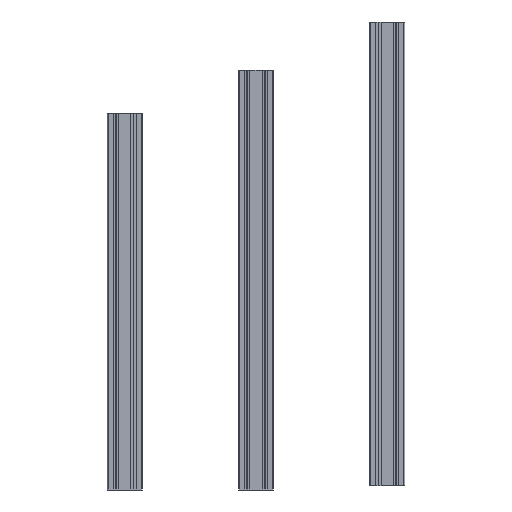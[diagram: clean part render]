
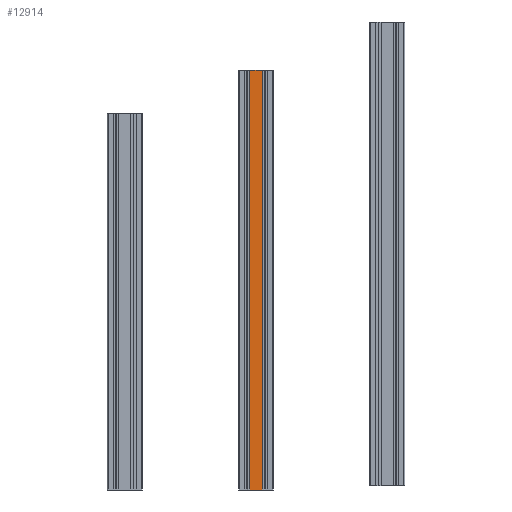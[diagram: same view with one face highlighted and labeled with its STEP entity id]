
A CAD part, front view. The second image highlights one B-rep face of the part: STEP entity #12914.
In plain terms, the highlighted planar face has unit normal (0, -1, 0).
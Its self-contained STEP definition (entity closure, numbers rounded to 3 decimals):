
#875=FACE_OUTER_BOUND('',#1506,.T.);
#1506=EDGE_LOOP('',(#10549,#10550,#10551,#10552));
#2360=LINE('',#19242,#3925);
#2450=LINE('',#19437,#4015);
#2775=LINE('',#20431,#4340);
#2776=LINE('',#20433,#4341);
#3925=VECTOR('',#15411,1000.);
#4015=VECTOR('',#15517,1000.);
#4340=VECTOR('',#16376,10.);
#4341=VECTOR('',#16379,10.);
#5401=VERTEX_POINT('',#19239);
#5402=VERTEX_POINT('',#19241);
#5498=VERTEX_POINT('',#19434);
#5499=VERTEX_POINT('',#19436);
#6909=EDGE_CURVE('',#5401,#5402,#2360,.T.);
#7006=EDGE_CURVE('',#5498,#5499,#2450,.T.);
#7445=EDGE_CURVE('',#5402,#5498,#2775,.T.);
#7446=EDGE_CURVE('',#5401,#5499,#2776,.T.);
#10549=ORIENTED_EDGE('',*,*,#7445,.F.);
#10550=ORIENTED_EDGE('',*,*,#6909,.F.);
#10551=ORIENTED_EDGE('',*,*,#7446,.T.);
#10552=ORIENTED_EDGE('',*,*,#7006,.F.);
#12314=PLANE('',#13797);
#12914=ADVANCED_FACE('',(#875),#12314,.T.);
#13797=AXIS2_PLACEMENT_3D('',#20432,#16377,#16378);
#15411=DIRECTION('',(-1.,0.,0.));
#15517=DIRECTION('',(1.,0.,0.));
#16376=DIRECTION('',(0.,0.,1.));
#16377=DIRECTION('center_axis',(0.,-1.,0.));
#16378=DIRECTION('ref_axis',(0.,0.,-1.));
#16379=DIRECTION('',(0.,0.,1.));
#19239=CARTESIAN_POINT('',(7.,-20.,-430.));
#19241=CARTESIAN_POINT('',(-7.,-20.,-430.));
#19242=CARTESIAN_POINT('',(7.,-20.,-430.));
#19434=CARTESIAN_POINT('',(-7.,-20.,50.));
#19436=CARTESIAN_POINT('',(7.,-20.,50.));
#19437=CARTESIAN_POINT('',(-19.,-20.,50.));
#20431=CARTESIAN_POINT('',(-7.,-20.,-84.44));
#20432=CARTESIAN_POINT('Origin',(-7.,-20.,-400.));
#20433=CARTESIAN_POINT('',(7.,-20.,-84.44));
